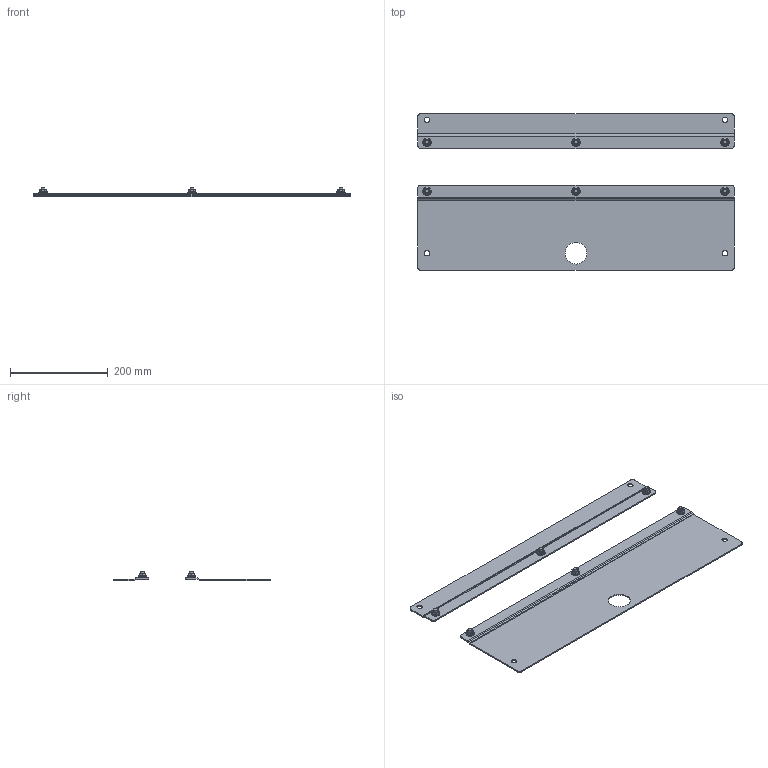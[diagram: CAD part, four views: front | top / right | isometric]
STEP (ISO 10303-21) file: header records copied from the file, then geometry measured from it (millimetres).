
FILE_DESCRIPTION (( 'STEP AP203' ), '1' );
FILE_NAME ('SCE-VRMS36.step', '2021-02-09T22:33:58', ( 'ADC123' ), ( 'Microsoft' ), 'SwSTEP 2.0', 'SolidWorks 2019', '' );
FILE_SCHEMA (( 'CONFIG_CONTROL_DESIGN' ));
Length unit declared in the file: inch
Products named in the file (1): SCE-VRMS36
Bounding box: 647.7 x 320.67 x 18.95 mm (x, y, z)
Volume: 427435 mm3; surface area: 333447.1 mm2
Topology: 14 solids, 14 shells, 347 faces, 813 edges, 470 vertices
Faces by surface type: bspline 162, plane 86, cylinder 81, cone 18
Full cylindrical faces by diameter (mm): 7.874 x6, 7.925 x12, 9.55 x6, 11.112 x4, 44.45 x1
Entity records: 18341 total; most frequent: CARTESIAN_POINT 12198, ORIENTED_EDGE 1412, DIRECTION 880, EDGE_CURVE 706, VERTEX_POINT 458, EDGE_LOOP 452, FACE_OUTER_BOUND 388, AXIS2_PLACEMENT_3D 372
